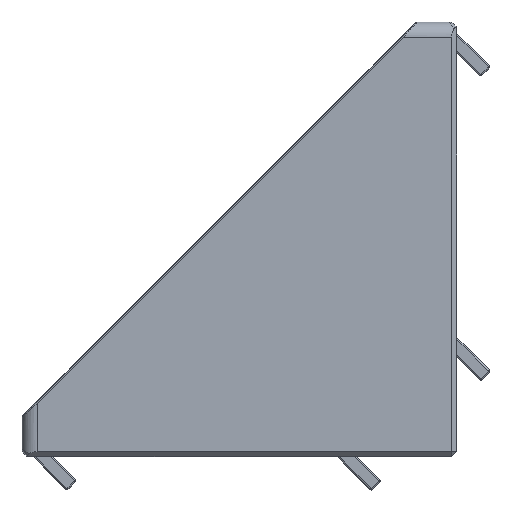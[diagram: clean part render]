
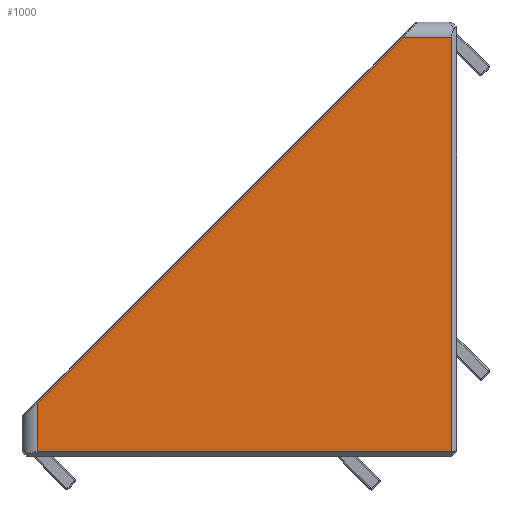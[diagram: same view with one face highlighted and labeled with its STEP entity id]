
A CAD part, left-side view. The second image highlights one B-rep face of the part: STEP entity #1000.
In plain terms, the highlighted planar face has unit normal (-1, 0, 0).
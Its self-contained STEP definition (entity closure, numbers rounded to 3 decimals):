
#708 = VERTEX_POINT ( 'NONE', #3245 ) ;
#1000 = ADVANCED_FACE ( 'NONE', ( #8102 ), #6440, .T. ) ;
#1014 = VECTOR ( 'NONE', #5929, 1000. ) ;
#1078 = VECTOR ( 'NONE', #1800, 1000. ) ;
#1356 = DIRECTION ( 'NONE',  ( -1., 0., 0. ) ) ;
#1683 = ORIENTED_EDGE ( 'NONE', *, *, #6879, .T. ) ;
#1800 = DIRECTION ( 'NONE',  ( 0., 0.707, -0.707 ) ) ;
#1872 = VECTOR ( 'NONE', #6634, 1000. ) ;
#1947 = VERTEX_POINT ( 'NONE', #9489 ) ;
#2398 = LINE ( 'NONE', #6754, #1014 ) ;
#2673 = EDGE_CURVE ( 'NONE', #10084, #5272, #4487, .T. ) ;
#2848 = CARTESIAN_POINT ( 'NONE',  ( -29., 28.5, -57. ) ) ;
#2959 = DIRECTION ( 'NONE',  ( 0., 0., 1. ) ) ;
#3210 = AXIS2_PLACEMENT_3D ( 'NONE', #2848, #1356, #2959 ) ;
#3245 = CARTESIAN_POINT ( 'NONE',  ( -29., -27.8, -56.3 ) ) ;
#3800 = CARTESIAN_POINT ( 'NONE',  ( -29., -27.8, -2. ) ) ;
#3831 = CARTESIAN_POINT ( 'NONE',  ( -29., 28.5, -2. ) ) ;
#3924 = CARTESIAN_POINT ( 'NONE',  ( -29., -28.5, -56.3 ) ) ;
#4381 = VECTOR ( 'NONE', #7196, 1000. ) ;
#4487 = LINE ( 'NONE', #10341, #5990 ) ;
#5272 = VERTEX_POINT ( 'NONE', #7420 ) ;
#5828 = VERTEX_POINT ( 'NONE', #3800 ) ;
#5929 = DIRECTION ( 'NONE',  ( 0., 0., 1. ) ) ;
#5990 = VECTOR ( 'NONE', #9516, 1000. ) ;
#6184 = EDGE_CURVE ( 'NONE', #1947, #10084, #9319, .T. ) ;
#6371 = LINE ( 'NONE', #3831, #4381 ) ;
#6440 = PLANE ( 'NONE',  #3210 ) ;
#6634 = DIRECTION ( 'NONE',  ( 0., -1., 0. ) ) ;
#6754 = CARTESIAN_POINT ( 'NONE',  ( -29., -27.8, -57. ) ) ;
#6879 = EDGE_CURVE ( 'NONE', #5272, #708, #7468, .T. ) ;
#6884 = ORIENTED_EDGE ( 'NONE', *, *, #6184, .T. ) ;
#7073 = ORIENTED_EDGE ( 'NONE', *, *, #9477, .T. ) ;
#7158 = EDGE_LOOP ( 'NONE', ( #7073, #6884, #10364, #1683, #8436 ) ) ;
#7196 = DIRECTION ( 'NONE',  ( 0., 1., 0. ) ) ;
#7420 = CARTESIAN_POINT ( 'NONE',  ( -29., 26.5, -56.3 ) ) ;
#7468 = LINE ( 'NONE', #3924, #1872 ) ;
#8102 = FACE_OUTER_BOUND ( 'NONE', #7158, .T. ) ;
#8436 = ORIENTED_EDGE ( 'NONE', *, *, #10736, .T. ) ;
#8455 = CARTESIAN_POINT ( 'NONE',  ( -29., 26.5, -49.983 ) ) ;
#9319 = LINE ( 'NONE', #10097, #1078 ) ;
#9477 = EDGE_CURVE ( 'NONE', #5828, #1947, #6371, .T. ) ;
#9489 = CARTESIAN_POINT ( 'NONE',  ( -29., -21.483, -2. ) ) ;
#9516 = DIRECTION ( 'NONE',  ( 0., 0., -1. ) ) ;
#10084 = VERTEX_POINT ( 'NONE', #8455 ) ;
#10097 = CARTESIAN_POINT ( 'NONE',  ( -29., 31.009, -54.491 ) ) ;
#10341 = CARTESIAN_POINT ( 'NONE',  ( -29., 26.5, -57. ) ) ;
#10364 = ORIENTED_EDGE ( 'NONE', *, *, #2673, .T. ) ;
#10736 = EDGE_CURVE ( 'NONE', #708, #5828, #2398, .T. ) ;
